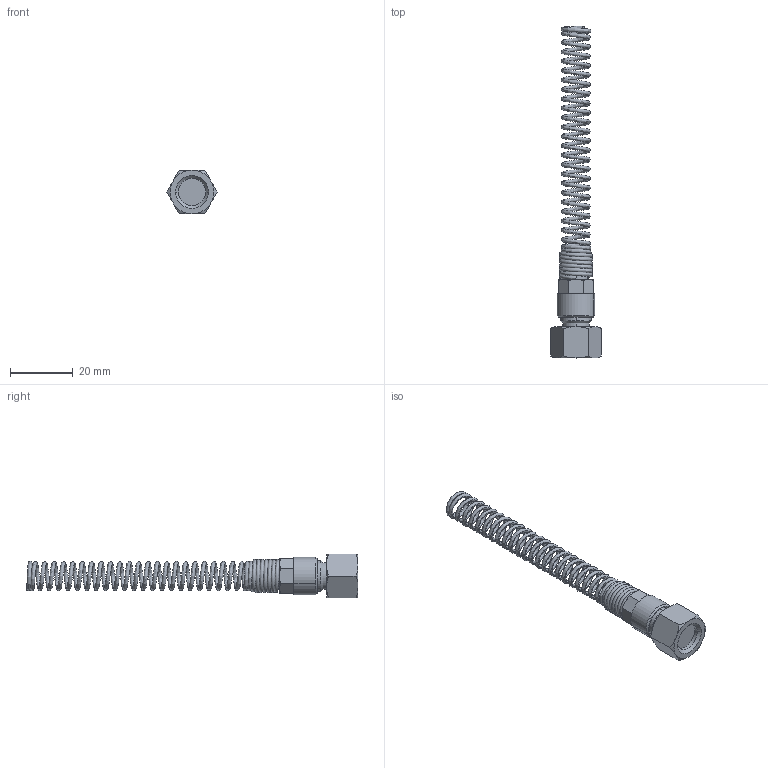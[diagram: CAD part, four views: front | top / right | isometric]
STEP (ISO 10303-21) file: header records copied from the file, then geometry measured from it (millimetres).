
FILE_DESCRIPTION (( 'STEP AP214' ), '1' );
FILE_NAME ('0103500001.step', '2012-09-28T13:21:27', ( '' ), ( '' ), 'SwSTEP 2.0', 'SolidWorks 2012', '' );
FILE_SCHEMA (( 'AUTOMOTIVE_DESIGN' ));
Length unit declared in the file: millimetre
Products named in the file (1): 0103500001
Bounding box: 16.17 x 106 x 14 mm (x, y, z)
Volume: 4609.8 mm3; surface area: 5958.4 mm2
Topology: 3 solids, 3 shells, 98 faces, 214 edges, 127 vertices
Faces by surface type: cone 40, plane 25, cylinder 24, bspline 7, torus 2
Entity records: 20419 total; most frequent: CARTESIAN_POINT 17276, ORIENTED_EDGE 428, DIRECTION 397, EDGE_CURVE 214, AXIS2_PLACEMENT_3D 166, VERTEX_POINT 127, EDGE_LOOP 105, UNCERTAINTY_MEASURE_WITH_UNIT 103
